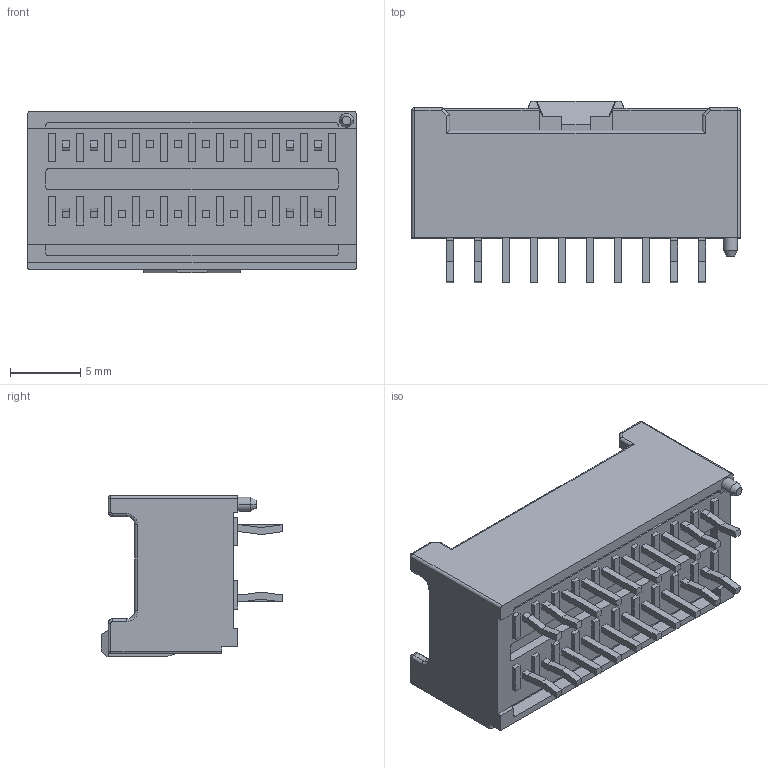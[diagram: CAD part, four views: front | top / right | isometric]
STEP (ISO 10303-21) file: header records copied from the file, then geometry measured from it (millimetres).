
FILE_DESCRIPTION((''),'2;1');
FILE_NAME('559172010','2008-01-09T',('mhm01'),(''),'PRO/ENGINEER BY PARAMETRIC TECHNOLOGY CORPORATION, 2003451','PRO/ENGINEER BY PARAMETRIC TECHNOLOGY CORPORATION, 2003451','');
FILE_SCHEMA(('CONFIG_CONTROL_DESIGN'));
Length unit declared in the file: millimetre
Products named in the file (1): 559172010
Bounding box: 23.4 x 12.95 x 11.5 mm (x, y, z)
Volume: 963.4 mm3; surface area: 1999.3 mm2
Topology: 1 solids, 1 shells, 650 faces, 1648 edges, 1066 vertices
Faces by surface type: plane 567, cylinder 51, cone 20, bspline 4, torus 4, sphere 4
Entity records: 19198 total; most frequent: CARTESIAN_POINT 3473, ORIENTED_EDGE 3204, DIRECTION 3088, EDGE_CURVE 1602, VECTOR 1478, LINE 1478, VERTEX_POINT 1016, AXIS2_PLACEMENT_3D 805
